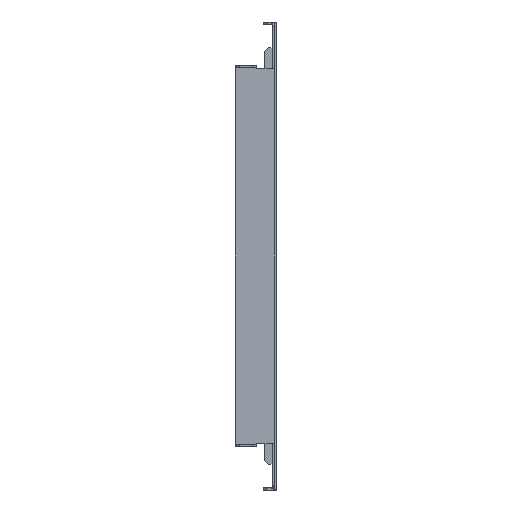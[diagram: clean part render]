
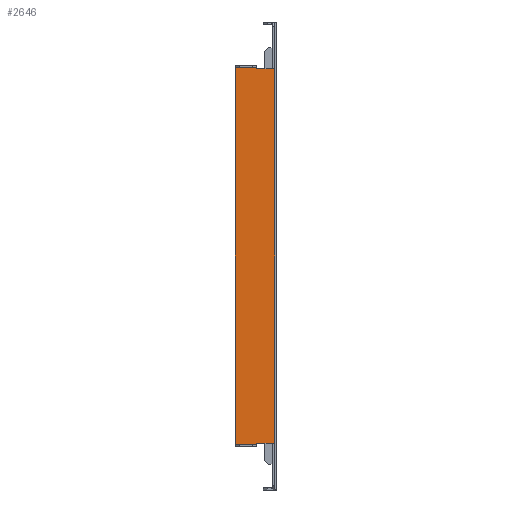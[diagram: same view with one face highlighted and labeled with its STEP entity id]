
A CAD part, left-side view. The second image highlights one B-rep face of the part: STEP entity #2646.
In plain terms, the highlighted planar face has unit normal (-1, 0, 0).
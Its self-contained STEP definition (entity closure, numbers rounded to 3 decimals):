
#82 = VECTOR ( 'NONE', #2222, 1000. ) ;
#146 = DIRECTION ( 'NONE',  ( 0., 0., -1. ) ) ;
#150 = CARTESIAN_POINT ( 'NONE',  ( -303.3, 4., 139. ) ) ;
#186 = CARTESIAN_POINT ( 'NONE',  ( -303.3, 30.5, 139. ) ) ;
#187 = VECTOR ( 'NONE', #1362, 1000. ) ;
#191 = DIRECTION ( 'NONE',  ( 0., 1., 0. ) ) ;
#207 = CARTESIAN_POINT ( 'NONE',  ( -303.3, 0., -139. ) ) ;
#236 = CARTESIAN_POINT ( 'NONE',  ( -303.3, 1.5, -139. ) ) ;
#252 = VERTEX_POINT ( 'NONE', #1471 ) ;
#334 = VECTOR ( 'NONE', #374, 1000. ) ;
#374 = DIRECTION ( 'NONE',  ( 0., 0., 1. ) ) ;
#379 = VECTOR ( 'NONE', #2306, 1000. ) ;
#381 = LINE ( 'NONE', #2289, #1171 ) ;
#388 = CARTESIAN_POINT ( 'NONE',  ( -303.3, 0., -140. ) ) ;
#447 = ORIENTED_EDGE ( 'NONE', *, *, #2267, .T. ) ;
#452 = ORIENTED_EDGE ( 'NONE', *, *, #2178, .F. ) ;
#488 = EDGE_CURVE ( 'NONE', #769, #2038, #381, .T. ) ;
#542 = CARTESIAN_POINT ( 'NONE',  ( -303.3, 30.5, -140. ) ) ;
#552 = CARTESIAN_POINT ( 'NONE',  ( -303.3, 30.5, 140. ) ) ;
#554 = EDGE_CURVE ( 'NONE', #2270, #795, #2136, .T. ) ;
#568 = DIRECTION ( 'NONE',  ( 0., 0., -1. ) ) ;
#671 = EDGE_CURVE ( 'NONE', #1208, #2270, #750, .T. ) ;
#684 = EDGE_CURVE ( 'NONE', #3015, #769, #2209, .T. ) ;
#750 = LINE ( 'NONE', #1933, #1325 ) ;
#769 = VERTEX_POINT ( 'NONE', #1661 ) ;
#795 = VERTEX_POINT ( 'NONE', #552 ) ;
#822 = VERTEX_POINT ( 'NONE', #1512 ) ;
#895 = CARTESIAN_POINT ( 'NONE',  ( -303.3, 14.7, 140. ) ) ;
#915 = EDGE_CURVE ( 'NONE', #1310, #822, #1036, .T. ) ;
#978 = ORIENTED_EDGE ( 'NONE', *, *, #488, .T. ) ;
#1022 = ORIENTED_EDGE ( 'NONE', *, *, #2471, .F. ) ;
#1036 = LINE ( 'NONE', #2944, #2780 ) ;
#1171 = VECTOR ( 'NONE', #568, 1000. ) ;
#1208 = VERTEX_POINT ( 'NONE', #1846 ) ;
#1213 = EDGE_CURVE ( 'NONE', #2038, #252, #2984, .T. ) ;
#1217 = ORIENTED_EDGE ( 'NONE', *, *, #684, .T. ) ;
#1231 = CARTESIAN_POINT ( 'NONE',  ( -303.3, 1.5, 0. ) ) ;
#1310 = VERTEX_POINT ( 'NONE', #150 ) ;
#1324 = ORIENTED_EDGE ( 'NONE', *, *, #554, .T. ) ;
#1325 = VECTOR ( 'NONE', #1965, 1000. ) ;
#1359 = DIRECTION ( 'NONE',  ( 0., 1., 0. ) ) ;
#1362 = DIRECTION ( 'NONE',  ( 0., -1., 0. ) ) ;
#1389 = CARTESIAN_POINT ( 'NONE',  ( -303.3, 0., 139. ) ) ;
#1403 = PLANE ( 'NONE',  #2826 ) ;
#1416 = VECTOR ( 'NONE', #3046, 1000. ) ;
#1471 = CARTESIAN_POINT ( 'NONE',  ( -303.3, 14.7, -140. ) ) ;
#1512 = CARTESIAN_POINT ( 'NONE',  ( -303.3, 1.5, 139. ) ) ;
#1531 = EDGE_CURVE ( 'NONE', #2747, #822, #1981, .T. ) ;
#1534 = CARTESIAN_POINT ( 'NONE',  ( -303.3, 30.5, 0. ) ) ;
#1570 = VECTOR ( 'NONE', #191, 1000. ) ;
#1650 = CARTESIAN_POINT ( 'NONE',  ( -303.3, 4., -139. ) ) ;
#1661 = CARTESIAN_POINT ( 'NONE',  ( -303.3, 30.5, -139. ) ) ;
#1666 = VECTOR ( 'NONE', #3064, 1000. ) ;
#1687 = ORIENTED_EDGE ( 'NONE', *, *, #2309, .T. ) ;
#1777 = VECTOR ( 'NONE', #146, 1000. ) ;
#1780 = ORIENTED_EDGE ( 'NONE', *, *, #1213, .T. ) ;
#1825 = FACE_OUTER_BOUND ( 'NONE', #2684, .T. ) ;
#1846 = CARTESIAN_POINT ( 'NONE',  ( -303.3, 14.7, 139. ) ) ;
#1891 = VERTEX_POINT ( 'NONE', #2839 ) ;
#1933 = CARTESIAN_POINT ( 'NONE',  ( -303.3, 14.7, 139. ) ) ;
#1965 = DIRECTION ( 'NONE',  ( 0., 0., 1. ) ) ;
#1969 = VECTOR ( 'NONE', #2861, 1000. ) ;
#1981 = LINE ( 'NONE', #1231, #82 ) ;
#2029 = LINE ( 'NONE', #1534, #334 ) ;
#2038 = VERTEX_POINT ( 'NONE', #542 ) ;
#2130 = DIRECTION ( 'NONE',  ( 0., -1., 0. ) ) ;
#2136 = LINE ( 'NONE', #2321, #1570 ) ;
#2178 = EDGE_CURVE ( 'NONE', #1891, #252, #2992, .T. ) ;
#2209 = LINE ( 'NONE', #2641, #1969 ) ;
#2222 = DIRECTION ( 'NONE',  ( 0., 0., 1. ) ) ;
#2267 = EDGE_CURVE ( 'NONE', #2993, #2747, #2549, .T. ) ;
#2270 = VERTEX_POINT ( 'NONE', #895 ) ;
#2271 = LINE ( 'NONE', #1389, #1416 ) ;
#2278 = CARTESIAN_POINT ( 'NONE',  ( -303.3, 14.7, 0. ) ) ;
#2289 = CARTESIAN_POINT ( 'NONE',  ( -303.3, 30.5, -139. ) ) ;
#2306 = DIRECTION ( 'NONE',  ( 0., -1., 0. ) ) ;
#2309 = EDGE_CURVE ( 'NONE', #1891, #2993, #2334, .T. ) ;
#2321 = CARTESIAN_POINT ( 'NONE',  ( -303.3, 0., 140. ) ) ;
#2334 = LINE ( 'NONE', #207, #1666 ) ;
#2426 = ORIENTED_EDGE ( 'NONE', *, *, #671, .T. ) ;
#2433 = ORIENTED_EDGE ( 'NONE', *, *, #915, .F. ) ;
#2471 = EDGE_CURVE ( 'NONE', #3015, #795, #2029, .T. ) ;
#2549 = LINE ( 'NONE', #1650, #187 ) ;
#2641 = CARTESIAN_POINT ( 'NONE',  ( -303.3, 30.5, 0. ) ) ;
#2646 = ADVANCED_FACE ( 'NONE', ( #1825 ), #1403, .F. ) ;
#2684 = EDGE_LOOP ( 'NONE', ( #1687, #447, #3006, #2433, #2692, #2426, #1324, #1022, #1217, #978, #1780, #452 ) ) ;
#2692 = ORIENTED_EDGE ( 'NONE', *, *, #3019, .T. ) ;
#2747 = VERTEX_POINT ( 'NONE', #236 ) ;
#2764 = CARTESIAN_POINT ( 'NONE',  ( -303.3, 4., -139. ) ) ;
#2780 = VECTOR ( 'NONE', #2130, 1000. ) ;
#2785 = DIRECTION ( 'NONE',  ( 1., 0., 0. ) ) ;
#2815 = CARTESIAN_POINT ( 'NONE',  ( -303.3, 0., 0. ) ) ;
#2826 = AXIS2_PLACEMENT_3D ( 'NONE', #2815, #2785, #1359 ) ;
#2839 = CARTESIAN_POINT ( 'NONE',  ( -303.3, 14.7, -139. ) ) ;
#2861 = DIRECTION ( 'NONE',  ( 0., 0., -1. ) ) ;
#2944 = CARTESIAN_POINT ( 'NONE',  ( -303.3, 0., 139. ) ) ;
#2984 = LINE ( 'NONE', #388, #379 ) ;
#2992 = LINE ( 'NONE', #2278, #1777 ) ;
#2993 = VERTEX_POINT ( 'NONE', #2764 ) ;
#3006 = ORIENTED_EDGE ( 'NONE', *, *, #1531, .T. ) ;
#3015 = VERTEX_POINT ( 'NONE', #186 ) ;
#3019 = EDGE_CURVE ( 'NONE', #1310, #1208, #2271, .T. ) ;
#3046 = DIRECTION ( 'NONE',  ( 0., 1., 0. ) ) ;
#3064 = DIRECTION ( 'NONE',  ( 0., -1., 0. ) ) ;
